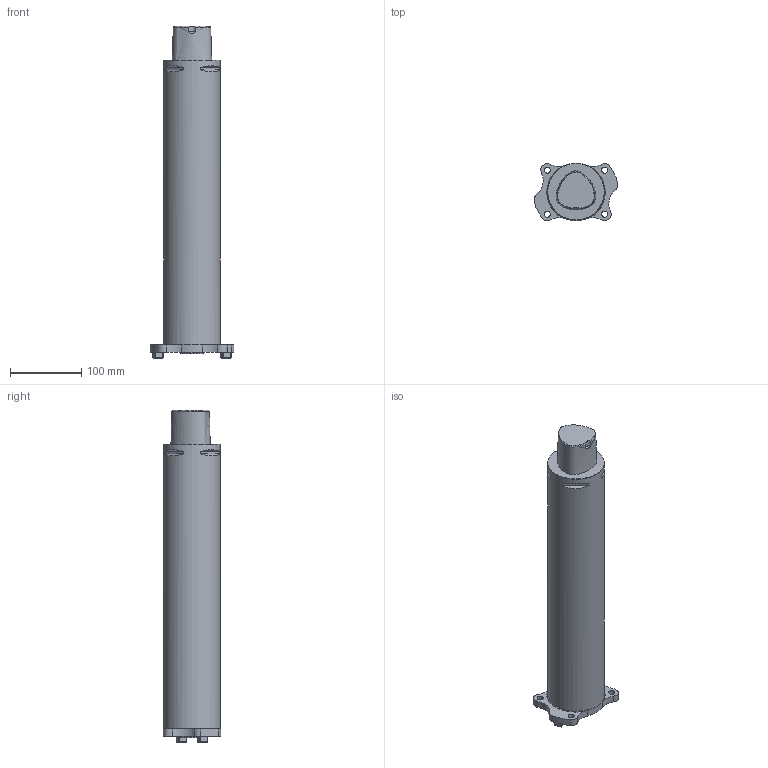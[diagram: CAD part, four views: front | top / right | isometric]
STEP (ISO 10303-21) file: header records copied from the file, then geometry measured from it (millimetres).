
FILE_DESCRIPTION(/* description */ (''),/* implementation_level */ '2;1');
FILE_NAME(/* name */ '1529148231674.stp',/* time_stamp */ '2018-06-16T13:24:08+02:00',/* author */ (''),/* organization */ ('SMS'),/* preprocessor_version */ 'ST-DEVELOPER v15',/* originating_system */ 'SIEMENS PLM Software NX 8.5',/* authorisation */ '');
FILE_SCHEMA (('AUTOMOTIVE_DESIGN { 1 0 10303 214 3 1 1 1 }'));
Length unit declared in the file: millimetre
Products named in the file (1): C8-R822XLA33-F410
Bounding box: 117.81 x 80.25 x 466.3 mm (x, y, z)
Volume: 2194898 mm3; surface area: 130364.9 mm2
Topology: 1 solids, 3 shells, 116 faces, 289 edges, 196 vertices
Faces by surface type: plane 70, cylinder 39, cone 3, bspline 2, torus 2
Full cylindrical faces by diameter (mm): 5 x2, 5.5 x2, 8.5 x6, 8.9 x2, 33 x1, 80 x1
Entity records: 4212 total; most frequent: CARTESIAN_POINT 1474, DIRECTION 544, ORIENTED_EDGE 526, EDGE_CURVE 263, AXIS2_PLACEMENT_3D 195, VERTEX_POINT 183, EDGE_LOOP 158, LINE 154
